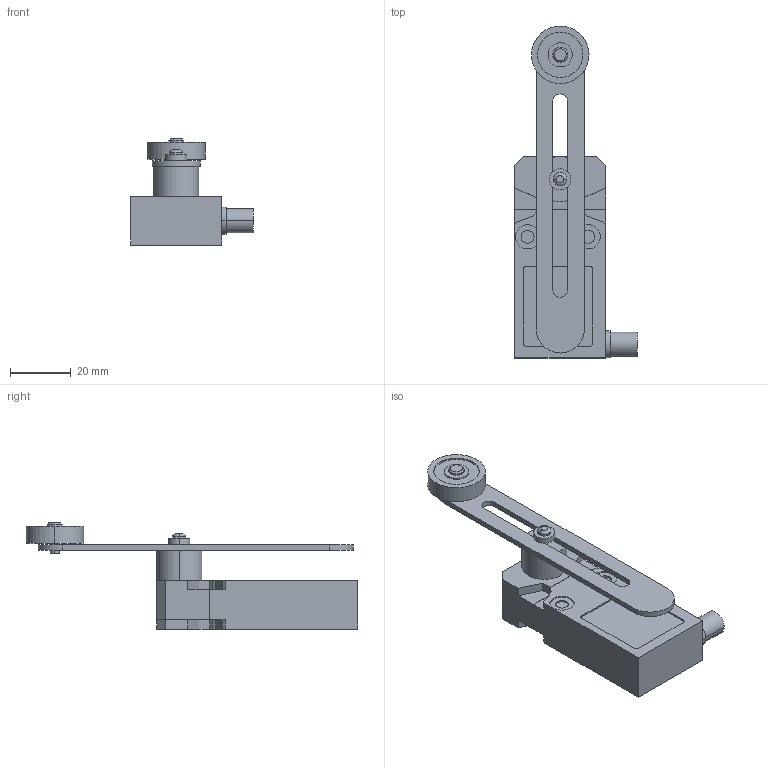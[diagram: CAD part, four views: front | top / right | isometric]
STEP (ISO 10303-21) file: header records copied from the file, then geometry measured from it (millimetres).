
FILE_DESCRIPTION((''),'2;1');
FILE_NAME('3d_KPF1L11.stp','2012-10-03T08:03:44',(''),(''),'Mechanical Desktop 2011','Mechanical Desktop 2011',', , ');
FILE_SCHEMA(('CONFIG_CONTROL_DESIGN'));
Length unit declared in the file: millimetre
Products named in the file (1): Product
Bounding box: 40.5 x 109.6 x 35.04 mm (x, y, z)
Volume: 36901.6 mm3; surface area: 13670.9 mm2
Topology: 9 solids, 9 shells, 129 faces, 304 edges, 203 vertices
Faces by surface type: plane 87, cylinder 38, cone 2, torus 2
Entity records: 3797 total; most frequent: DIRECTION 652, CARTESIAN_POINT 637, ORIENTED_EDGE 608, EDGE_CURVE 304, AXIS2_PLACEMENT_3D 218, VECTOR 216, LINE 216, VERTEX_POINT 203
